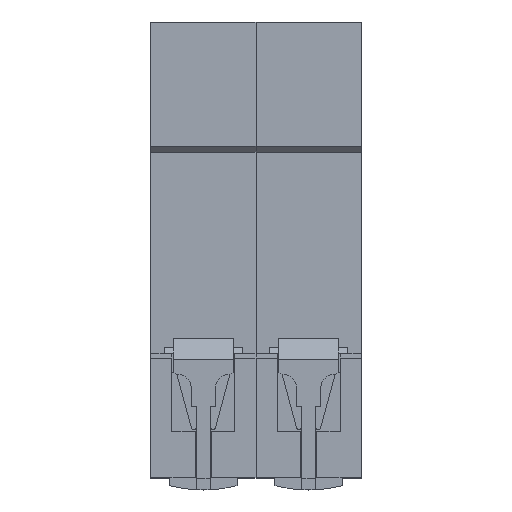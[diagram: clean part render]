
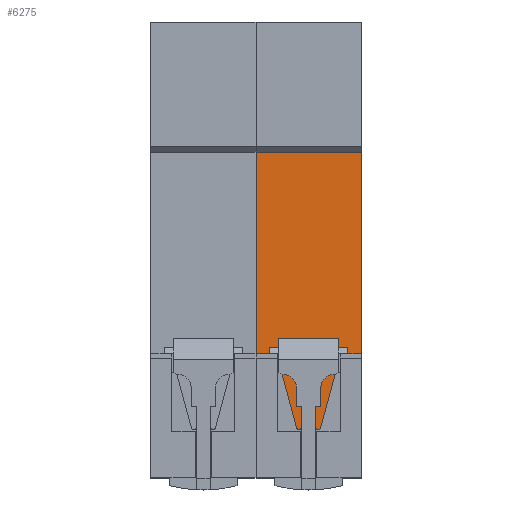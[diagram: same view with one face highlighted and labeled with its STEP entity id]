
A CAD part, top view. The second image highlights one B-rep face of the part: STEP entity #6275.
In plain terms, the highlighted planar face has unit normal (0, 0, 1).
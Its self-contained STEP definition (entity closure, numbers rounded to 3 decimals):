
#6 = LINE ( 'NONE', #8587, #3826 ) ;
#116 = VERTEX_POINT ( 'NONE', #8747 ) ;
#337 = VERTEX_POINT ( 'NONE', #2934 ) ;
#368 = CARTESIAN_POINT ( 'NONE',  ( 9., -17.75, 27.804 ) ) ;
#654 = CARTESIAN_POINT ( 'NONE',  ( -9., -17.75, 27.804 ) ) ;
#688 = ORIENTED_EDGE ( 'NONE', *, *, #3379, .F. ) ;
#738 = VERTEX_POINT ( 'NONE', #368 ) ;
#834 = EDGE_CURVE ( 'NONE', #116, #1969, #4297, .T. ) ;
#983 = CARTESIAN_POINT ( 'NONE',  ( -6.899, -39., 27.804 ) ) ;
#1049 = CARTESIAN_POINT ( 'NONE',  ( 6.899, -39., 27.804 ) ) ;
#1070 = CARTESIAN_POINT ( 'NONE',  ( -9., 17.75, 27.804 ) ) ;
#1422 = VERTEX_POINT ( 'NONE', #7246 ) ;
#1425 = DIRECTION ( 'NONE',  ( 1., 0., 0. ) ) ;
#1438 = CARTESIAN_POINT ( 'NONE',  ( -9., -17.75, 27.804 ) ) ;
#1826 = DIRECTION ( 'NONE',  ( 1., 0., 0. ) ) ;
#1846 = VECTOR ( 'NONE', #1826, 1000. ) ;
#1969 = VERTEX_POINT ( 'NONE', #5537 ) ;
#2085 = LINE ( 'NONE', #5688, #1846 ) ;
#2191 = CARTESIAN_POINT ( 'NONE',  ( -6.899, -17.75, 27.804 ) ) ;
#2246 = VECTOR ( 'NONE', #4638, 1000. ) ;
#2580 = DIRECTION ( 'NONE',  ( 0., 1., 0. ) ) ;
#2856 = VERTEX_POINT ( 'NONE', #9143 ) ;
#2934 = CARTESIAN_POINT ( 'NONE',  ( 6.899, -17.75, 27.804 ) ) ;
#3290 = DIRECTION ( 'NONE',  ( 0., 1., 0. ) ) ;
#3310 = DIRECTION ( 'NONE',  ( 0., -1., 0. ) ) ;
#3379 = EDGE_CURVE ( 'NONE', #1422, #738, #6, .T. ) ;
#3656 = EDGE_CURVE ( 'NONE', #1969, #4489, #6598, .T. ) ;
#3826 = VECTOR ( 'NONE', #7834, 1000. ) ;
#4266 = ORIENTED_EDGE ( 'NONE', *, *, #7324, .F. ) ;
#4297 = LINE ( 'NONE', #5826, #2246 ) ;
#4473 = EDGE_CURVE ( 'NONE', #337, #738, #9309, .T. ) ;
#4489 = VERTEX_POINT ( 'NONE', #2191 ) ;
#4544 = VECTOR ( 'NONE', #3290, 1000. ) ;
#4638 = DIRECTION ( 'NONE',  ( -1., 0., 0. ) ) ;
#4715 = VECTOR ( 'NONE', #2580, 1000. ) ;
#4884 = ORIENTED_EDGE ( 'NONE', *, *, #5653, .T. ) ;
#5537 = CARTESIAN_POINT ( 'NONE',  ( -6.899, -39., 27.804 ) ) ;
#5648 = DIRECTION ( 'NONE',  ( 1., 0., 0. ) ) ;
#5653 = EDGE_CURVE ( 'NONE', #116, #337, #9018, .T. ) ;
#5688 = CARTESIAN_POINT ( 'NONE',  ( -9., -17.75, 27.804 ) ) ;
#5749 = VECTOR ( 'NONE', #7555, 1000. ) ;
#5826 = CARTESIAN_POINT ( 'NONE',  ( -1.4, -39., 27.804 ) ) ;
#5984 = EDGE_CURVE ( 'NONE', #6051, #4489, #2085, .T. ) ;
#6002 = DIRECTION ( 'NONE',  ( 0., 0., 1. ) ) ;
#6051 = VERTEX_POINT ( 'NONE', #8047 ) ;
#6060 = EDGE_LOOP ( 'NONE', ( #4884, #7691, #688, #4266, #8172, #9314, #9484, #6939 ) ) ;
#6083 = LINE ( 'NONE', #1070, #9918 ) ;
#6275 = ADVANCED_FACE ( 'NONE', ( #7360 ), #6748, .T. ) ;
#6485 = AXIS2_PLACEMENT_3D ( 'NONE', #654, #6002, #1425 ) ;
#6533 = LINE ( 'NONE', #7123, #8299 ) ;
#6598 = LINE ( 'NONE', #983, #4544 ) ;
#6748 = PLANE ( 'NONE',  #6485 ) ;
#6939 = ORIENTED_EDGE ( 'NONE', *, *, #834, .F. ) ;
#7123 = CARTESIAN_POINT ( 'NONE',  ( -9., -17.75, 27.804 ) ) ;
#7246 = CARTESIAN_POINT ( 'NONE',  ( 9., 17.75, 27.804 ) ) ;
#7324 = EDGE_CURVE ( 'NONE', #2856, #1422, #6083, .T. ) ;
#7360 = FACE_OUTER_BOUND ( 'NONE', #6060, .T. ) ;
#7555 = DIRECTION ( 'NONE',  ( 1., 0., 0. ) ) ;
#7691 = ORIENTED_EDGE ( 'NONE', *, *, #4473, .T. ) ;
#7834 = DIRECTION ( 'NONE',  ( 0., -1., 0. ) ) ;
#8047 = CARTESIAN_POINT ( 'NONE',  ( -9., -17.75, 27.804 ) ) ;
#8172 = ORIENTED_EDGE ( 'NONE', *, *, #9585, .T. ) ;
#8299 = VECTOR ( 'NONE', #3310, 1000. ) ;
#8587 = CARTESIAN_POINT ( 'NONE',  ( 9., -17.75, 27.804 ) ) ;
#8747 = CARTESIAN_POINT ( 'NONE',  ( 6.899, -39., 27.804 ) ) ;
#9018 = LINE ( 'NONE', #1049, #4715 ) ;
#9143 = CARTESIAN_POINT ( 'NONE',  ( -9., 17.75, 27.804 ) ) ;
#9309 = LINE ( 'NONE', #1438, #5749 ) ;
#9314 = ORIENTED_EDGE ( 'NONE', *, *, #5984, .T. ) ;
#9484 = ORIENTED_EDGE ( 'NONE', *, *, #3656, .F. ) ;
#9585 = EDGE_CURVE ( 'NONE', #2856, #6051, #6533, .T. ) ;
#9918 = VECTOR ( 'NONE', #5648, 1000. ) ;
